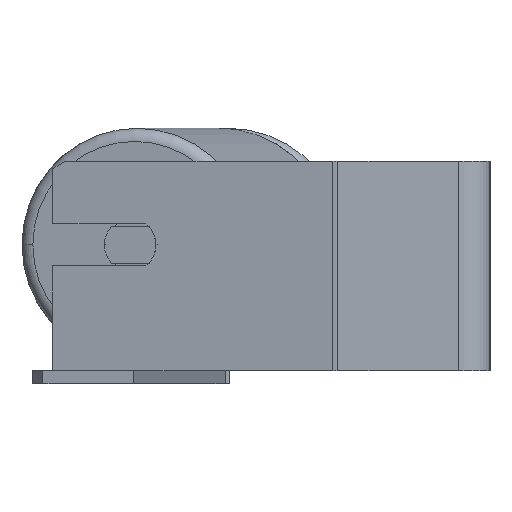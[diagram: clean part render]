
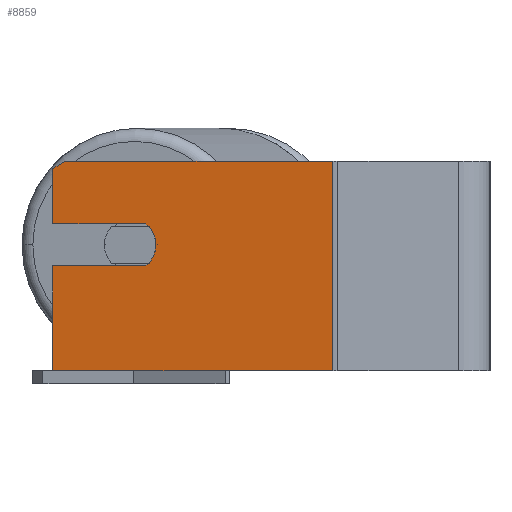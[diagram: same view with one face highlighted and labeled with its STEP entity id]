
A CAD part, left-side view. The second image highlights one B-rep face of the part: STEP entity #8859.
In plain terms, the highlighted planar face has unit normal (-0.985, 0.174, 0).
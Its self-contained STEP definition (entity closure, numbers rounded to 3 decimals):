
#219 = AXIS2_PLACEMENT_3D ( 'NONE', #8505, #3083, #3779 ) ;
#319 = CARTESIAN_POINT ( 'NONE',  ( -320.992, 166.973, 37.113 ) ) ;
#339 = CARTESIAN_POINT ( 'NONE',  ( -320.992, 166.973, -40. ) ) ;
#340 = VERTEX_POINT ( 'NONE', #3073 ) ;
#470 = LINE ( 'NONE', #8796, #2538 ) ;
#479 = DIRECTION ( 'NONE',  ( -0.174, -0.985, 0. ) ) ;
#484 = VECTOR ( 'NONE', #6630, 1000. ) ;
#591 = CARTESIAN_POINT ( 'NONE',  ( -320.992, 166.973, 0. ) ) ;
#597 = CARTESIAN_POINT ( 'NONE',  ( -320.992, 166.973, -40. ) ) ;
#601 = ORIENTED_EDGE ( 'NONE', *, *, #1445, .F. ) ;
#709 = CARTESIAN_POINT ( 'NONE',  ( -326.201, 137.429, 8. ) ) ;
#716 = DIRECTION ( 'NONE',  ( 0.985, -0.174, 0. ) ) ;
#844 = VECTOR ( 'NONE', #8803, 1000. ) ;
#940 = VECTOR ( 'NONE', #3507, 1000. ) ;
#1181 = ORIENTED_EDGE ( 'NONE', *, *, #1514, .T. ) ;
#1388 = CARTESIAN_POINT ( 'NONE',  ( -320.992, 166.973, 40. ) ) ;
#1445 = EDGE_CURVE ( 'NONE', #4484, #340, #4208, .T. ) ;
#1514 = EDGE_CURVE ( 'NONE', #5362, #340, #6302, .T. ) ;
#1556 = EDGE_CURVE ( 'NONE', #6113, #6672, #3272, .T. ) ;
#2030 = CARTESIAN_POINT ( 'NONE',  ( -320.992, 166.973, 40. ) ) ;
#2112 = CARTESIAN_POINT ( 'NONE',  ( -327.938, 127.581, 8. ) ) ;
#2538 = VECTOR ( 'NONE', #6097, 1000. ) ;
#2654 = EDGE_CURVE ( 'NONE', #6672, #4484, #7541, .T. ) ;
#2796 = DIRECTION ( 'NONE',  ( -0.174, -0.985, 0. ) ) ;
#2891 = AXIS2_PLACEMENT_3D ( 'NONE', #1388, #716, #6677 ) ;
#3073 = CARTESIAN_POINT ( 'NONE',  ( -320.992, 166.973, 16. ) ) ;
#3083 = DIRECTION ( 'NONE',  ( -0.985, 0.174, 0. ) ) ;
#3247 = ORIENTED_EDGE ( 'NONE', *, *, #1556, .F. ) ;
#3265 = ORIENTED_EDGE ( 'NONE', *, *, #2654, .F. ) ;
#3272 = CIRCLE ( 'NONE', #219, 10. ) ;
#3507 = DIRECTION ( 'NONE',  ( 0.174, 0.985, 0. ) ) ;
#3514 = CARTESIAN_POINT ( 'NONE',  ( -339.818, 60.205, -40. ) ) ;
#3542 = ORIENTED_EDGE ( 'NONE', *, *, #3764, .F. ) ;
#3548 = ORIENTED_EDGE ( 'NONE', *, *, #7838, .T. ) ;
#3575 = ORIENTED_EDGE ( 'NONE', *, *, #4012, .F. ) ;
#3605 = CARTESIAN_POINT ( 'NONE',  ( -327.243, 131.52, 16. ) ) ;
#3764 = EDGE_CURVE ( 'NONE', #4404, #6113, #8628, .T. ) ;
#3779 = DIRECTION ( 'NONE',  ( -0.174, -0.985, 0. ) ) ;
#3994 = CARTESIAN_POINT ( 'NONE',  ( -327.243, 131.52, 0. ) ) ;
#4012 = EDGE_CURVE ( 'NONE', #6592, #6268, #470, .T. ) ;
#4089 = LINE ( 'NONE', #6146, #4350 ) ;
#4192 = PLANE ( 'NONE',  #2891 ) ;
#4208 = LINE ( 'NONE', #5761, #940 ) ;
#4215 = EDGE_CURVE ( 'NONE', #6268, #8550, #4528, .T. ) ;
#4227 = DIRECTION ( 'NONE',  ( -0.985, 0.174, 0. ) ) ;
#4350 = VECTOR ( 'NONE', #8308, 1000. ) ;
#4404 = VERTEX_POINT ( 'NONE', #591 ) ;
#4478 = CARTESIAN_POINT ( 'NONE',  ( -327.243, 131.52, 0. ) ) ;
#4484 = VERTEX_POINT ( 'NONE', #3605 ) ;
#4506 = EDGE_LOOP ( 'NONE', ( #3575, #6642, #1181, #601, #3265, #3247, #3542, #7653, #3548, #7033 ) ) ;
#4528 = LINE ( 'NONE', #7234, #484 ) ;
#4968 = EDGE_CURVE ( 'NONE', #4404, #8420, #8323, .T. ) ;
#4983 = DIRECTION ( 'NONE',  ( 0., 0., -1. ) ) ;
#5362 = VERTEX_POINT ( 'NONE', #319 ) ;
#5465 = VECTOR ( 'NONE', #6252, 1000. ) ;
#5511 = VECTOR ( 'NONE', #479, 1000. ) ;
#5647 = AXIS2_PLACEMENT_3D ( 'NONE', #709, #4227, #2796 ) ;
#5761 = CARTESIAN_POINT ( 'NONE',  ( -327.243, 131.52, 16. ) ) ;
#6097 = DIRECTION ( 'NONE',  ( -0.174, -0.985, 0. ) ) ;
#6113 = VERTEX_POINT ( 'NONE', #4478 ) ;
#6146 = CARTESIAN_POINT ( 'NONE',  ( -320.992, 166.973, 37.113 ) ) ;
#6246 = FACE_OUTER_BOUND ( 'NONE', #4506, .T. ) ;
#6252 = DIRECTION ( 'NONE',  ( 0., 0., -1. ) ) ;
#6268 = VERTEX_POINT ( 'NONE', #7134 ) ;
#6302 = LINE ( 'NONE', #7042, #6938 ) ;
#6592 = VERTEX_POINT ( 'NONE', #6935 ) ;
#6630 = DIRECTION ( 'NONE',  ( 0., 0., -1. ) ) ;
#6642 = ORIENTED_EDGE ( 'NONE', *, *, #8053, .T. ) ;
#6672 = VERTEX_POINT ( 'NONE', #2112 ) ;
#6677 = DIRECTION ( 'NONE',  ( 0.174, 0.985, 0. ) ) ;
#6935 = CARTESIAN_POINT ( 'NONE',  ( -321.86, 162.049, 40. ) ) ;
#6938 = VECTOR ( 'NONE', #4983, 1000. ) ;
#7033 = ORIENTED_EDGE ( 'NONE', *, *, #4215, .F. ) ;
#7042 = CARTESIAN_POINT ( 'NONE',  ( -320.992, 166.973, 40. ) ) ;
#7134 = CARTESIAN_POINT ( 'NONE',  ( -339.818, 60.205, 40. ) ) ;
#7206 = LINE ( 'NONE', #339, #844 ) ;
#7234 = CARTESIAN_POINT ( 'NONE',  ( -339.818, 60.205, 40. ) ) ;
#7541 = CIRCLE ( 'NONE', #5647, 10. ) ;
#7653 = ORIENTED_EDGE ( 'NONE', *, *, #4968, .T. ) ;
#7838 = EDGE_CURVE ( 'NONE', #8420, #8550, #7206, .T. ) ;
#8053 = EDGE_CURVE ( 'NONE', #6592, #5362, #4089, .T. ) ;
#8308 = DIRECTION ( 'NONE',  ( 0.15, 0.853, -0.5 ) ) ;
#8323 = LINE ( 'NONE', #2030, #5465 ) ;
#8420 = VERTEX_POINT ( 'NONE', #597 ) ;
#8505 = CARTESIAN_POINT ( 'NONE',  ( -326.201, 137.429, 8. ) ) ;
#8550 = VERTEX_POINT ( 'NONE', #3514 ) ;
#8628 = LINE ( 'NONE', #3994, #5511 ) ;
#8796 = CARTESIAN_POINT ( 'NONE',  ( -320.992, 166.973, 40. ) ) ;
#8803 = DIRECTION ( 'NONE',  ( -0.174, -0.985, 0. ) ) ;
#8859 = ADVANCED_FACE ( 'NONE', ( #6246 ), #4192, .F. ) ;
